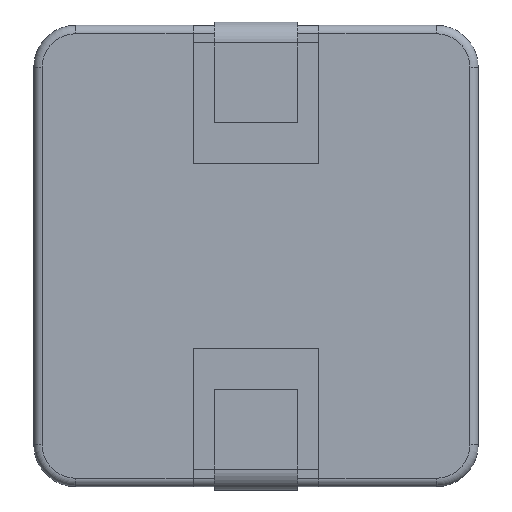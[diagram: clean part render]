
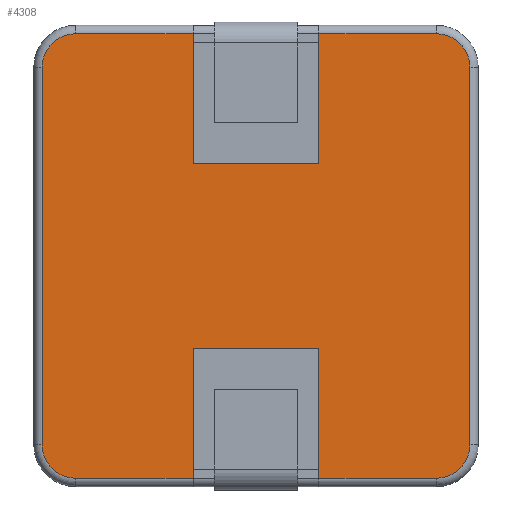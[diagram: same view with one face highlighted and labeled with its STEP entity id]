
A CAD part, front view. The second image highlights one B-rep face of the part: STEP entity #4308.
In plain terms, the highlighted planar face has unit normal (0, -1, 0).
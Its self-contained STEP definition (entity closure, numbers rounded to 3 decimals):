
#91 = VERTEX_POINT ( 'NONE', #5366 ) ;
#100 = LINE ( 'NONE', #3746, #5343 ) ;
#156 = DIRECTION ( 'NONE',  ( 0., 0., 1. ) ) ;
#194 = AXIS2_PLACEMENT_3D ( 'NONE', #3841, #3364, #332 ) ;
#264 = DIRECTION ( 'NONE',  ( 0., 0., -1. ) ) ;
#272 = LINE ( 'NONE', #5801, #2413 ) ;
#312 = LINE ( 'NONE', #2287, #4215 ) ;
#332 = DIRECTION ( 'NONE',  ( 0., 0., 1. ) ) ;
#415 = EDGE_CURVE ( 'NONE', #733, #2787, #4051, .T. ) ;
#425 = CARTESIAN_POINT ( 'NONE',  ( 0., 0., -2.65 ) ) ;
#510 = EDGE_CURVE ( 'NONE', #1041, #5279, #312, .T. ) ;
#554 = LINE ( 'NONE', #5552, #2451 ) ;
#600 = ORIENTED_EDGE ( 'NONE', *, *, #4607, .T. ) ;
#733 = VERTEX_POINT ( 'NONE', #6417 ) ;
#741 = ORIENTED_EDGE ( 'NONE', *, *, #6589, .T. ) ;
#924 = CARTESIAN_POINT ( 'NONE',  ( -2.55, 0., -2.25 ) ) ;
#935 = DIRECTION ( 'NONE',  ( 0., 0., 1. ) ) ;
#960 = CARTESIAN_POINT ( 'NONE',  ( -0.75, 0., 2.65 ) ) ;
#971 = LINE ( 'NONE', #5500, #4539 ) ;
#1041 = VERTEX_POINT ( 'NONE', #960 ) ;
#1144 = EDGE_CURVE ( 'NONE', #1541, #4226, #554, .T. ) ;
#1180 = CARTESIAN_POINT ( 'NONE',  ( -0.75, 0., 2.75 ) ) ;
#1273 = ORIENTED_EDGE ( 'NONE', *, *, #1144, .T. ) ;
#1330 = EDGE_CURVE ( 'NONE', #1950, #1782, #2377, .T. ) ;
#1413 = EDGE_CURVE ( 'NONE', #4377, #1041, #5331, .T. ) ;
#1437 = CARTESIAN_POINT ( 'NONE',  ( 0., 0., -2.65 ) ) ;
#1441 = ORIENTED_EDGE ( 'NONE', *, *, #1947, .T. ) ;
#1529 = ORIENTED_EDGE ( 'NONE', *, *, #1413, .T. ) ;
#1541 = VERTEX_POINT ( 'NONE', #6299 ) ;
#1627 = AXIS2_PLACEMENT_3D ( 'NONE', #2753, #4298, #6333 ) ;
#1718 = ORIENTED_EDGE ( 'NONE', *, *, #415, .T. ) ;
#1782 = VERTEX_POINT ( 'NONE', #3540 ) ;
#1907 = VERTEX_POINT ( 'NONE', #4108 ) ;
#1947 = EDGE_CURVE ( 'NONE', #4762, #2338, #1999, .T. ) ;
#1950 = VERTEX_POINT ( 'NONE', #5735 ) ;
#1999 = LINE ( 'NONE', #3621, #6072 ) ;
#2274 = DIRECTION ( 'NONE',  ( 0., 0., 1. ) ) ;
#2287 = CARTESIAN_POINT ( 'NONE',  ( 0., 0., 2.65 ) ) ;
#2317 = ORIENTED_EDGE ( 'NONE', *, *, #6348, .T. ) ;
#2338 = VERTEX_POINT ( 'NONE', #924 ) ;
#2351 = VECTOR ( 'NONE', #5879, 1000. ) ;
#2354 = CARTESIAN_POINT ( 'NONE',  ( -2.15, 0., -2.65 ) ) ;
#2377 = LINE ( 'NONE', #5627, #5260 ) ;
#2391 = DIRECTION ( 'NONE',  ( 1., 0., 0. ) ) ;
#2402 = PLANE ( 'NONE',  #194 ) ;
#2413 = VECTOR ( 'NONE', #264, 1000. ) ;
#2451 = VECTOR ( 'NONE', #4067, 1000. ) ;
#2627 = DIRECTION ( 'NONE',  ( -1., 0., 0. ) ) ;
#2668 = DIRECTION ( 'NONE',  ( 0., 0., -1. ) ) ;
#2700 = EDGE_CURVE ( 'NONE', #1907, #1541, #6427, .T. ) ;
#2705 = CARTESIAN_POINT ( 'NONE',  ( 2.15, 0., 2.25 ) ) ;
#2729 = CARTESIAN_POINT ( 'NONE',  ( 2.55, 0., -2.25 ) ) ;
#2745 = DIRECTION ( 'NONE',  ( 0., -1., 0. ) ) ;
#2753 = CARTESIAN_POINT ( 'NONE',  ( -2.15, 0., 2.25 ) ) ;
#2786 = ORIENTED_EDGE ( 'NONE', *, *, #5636, .T. ) ;
#2787 = VERTEX_POINT ( 'NONE', #2729 ) ;
#2800 = CARTESIAN_POINT ( 'NONE',  ( 2.15, 0., -2.25 ) ) ;
#2881 = CARTESIAN_POINT ( 'NONE',  ( -0.75, 0., -2.65 ) ) ;
#2891 = AXIS2_PLACEMENT_3D ( 'NONE', #5321, #3261, #2274 ) ;
#3015 = LINE ( 'NONE', #3172, #5185 ) ;
#3172 = CARTESIAN_POINT ( 'NONE',  ( -0.75, 0., 1.1 ) ) ;
#3261 = DIRECTION ( 'NONE',  ( 0., -1., 0. ) ) ;
#3364 = DIRECTION ( 'NONE',  ( 0., 1., 0. ) ) ;
#3480 = CARTESIAN_POINT ( 'NONE',  ( -0.75, 0., 1.1 ) ) ;
#3540 = CARTESIAN_POINT ( 'NONE',  ( 0.75, 0., -1.1 ) ) ;
#3590 = EDGE_LOOP ( 'NONE', ( #1529, #5026, #4853, #1441, #5430, #3818, #600, #4880, #741, #2786, #1718, #4155, #5986, #1273, #6149, #2317 ) ) ;
#3606 = EDGE_CURVE ( 'NONE', #2787, #1907, #6416, .T. ) ;
#3621 = CARTESIAN_POINT ( 'NONE',  ( -2.55, 0., 0. ) ) ;
#3698 = CARTESIAN_POINT ( 'NONE',  ( -2.55, 0., 2.25 ) ) ;
#3746 = CARTESIAN_POINT ( 'NONE',  ( 0.75, 0., 2.75 ) ) ;
#3794 = EDGE_CURVE ( 'NONE', #5452, #4325, #4330, .T. ) ;
#3818 = ORIENTED_EDGE ( 'NONE', *, *, #3794, .T. ) ;
#3841 = CARTESIAN_POINT ( 'NONE',  ( 0., 0., 0. ) ) ;
#3850 = CARTESIAN_POINT ( 'NONE',  ( -2.15, 0., 2.65 ) ) ;
#3866 = CARTESIAN_POINT ( 'NONE',  ( 2.55, 0., 0. ) ) ;
#4051 = CIRCLE ( 'NONE', #6316, 0.4 ) ;
#4067 = DIRECTION ( 'NONE',  ( -1., 0., 0. ) ) ;
#4108 = CARTESIAN_POINT ( 'NONE',  ( 2.55, 0., 2.25 ) ) ;
#4155 = ORIENTED_EDGE ( 'NONE', *, *, #3606, .T. ) ;
#4215 = VECTOR ( 'NONE', #5826, 1000. ) ;
#4226 = VERTEX_POINT ( 'NONE', #4409 ) ;
#4265 = DIRECTION ( 'NONE',  ( 0., -1., 0. ) ) ;
#4298 = DIRECTION ( 'NONE',  ( 0., -1., 0. ) ) ;
#4308 = ADVANCED_FACE ( 'NONE', ( #6246 ), #2402, .F. ) ;
#4325 = VERTEX_POINT ( 'NONE', #2881 ) ;
#4330 = LINE ( 'NONE', #1437, #5543 ) ;
#4346 = VERTEX_POINT ( 'NONE', #6420 ) ;
#4377 = VERTEX_POINT ( 'NONE', #3480 ) ;
#4409 = CARTESIAN_POINT ( 'NONE',  ( 0.75, 0., 2.65 ) ) ;
#4539 = VECTOR ( 'NONE', #935, 1000. ) ;
#4606 = VECTOR ( 'NONE', #5742, 1000. ) ;
#4607 = EDGE_CURVE ( 'NONE', #4325, #1950, #971, .T. ) ;
#4762 = VERTEX_POINT ( 'NONE', #3698 ) ;
#4768 = VECTOR ( 'NONE', #2391, 1000. ) ;
#4853 = ORIENTED_EDGE ( 'NONE', *, *, #6481, .T. ) ;
#4880 = ORIENTED_EDGE ( 'NONE', *, *, #1330, .T. ) ;
#4912 = EDGE_CURVE ( 'NONE', #2338, #5452, #6534, .T. ) ;
#4958 = CIRCLE ( 'NONE', #1627, 0.4 ) ;
#5026 = ORIENTED_EDGE ( 'NONE', *, *, #510, .T. ) ;
#5170 = DIRECTION ( 'NONE',  ( 1., 0., 0. ) ) ;
#5185 = VECTOR ( 'NONE', #2627, 1000. ) ;
#5260 = VECTOR ( 'NONE', #5170, 1000. ) ;
#5279 = VERTEX_POINT ( 'NONE', #3850 ) ;
#5294 = DIRECTION ( 'NONE',  ( 0., 0., -1. ) ) ;
#5321 = CARTESIAN_POINT ( 'NONE',  ( -2.15, 0., -2.25 ) ) ;
#5328 = DIRECTION ( 'NONE',  ( 0., 0., 1. ) ) ;
#5331 = LINE ( 'NONE', #1180, #4606 ) ;
#5343 = VECTOR ( 'NONE', #5294, 1000. ) ;
#5366 = CARTESIAN_POINT ( 'NONE',  ( 0.75, 0., 1.1 ) ) ;
#5430 = ORIENTED_EDGE ( 'NONE', *, *, #4912, .T. ) ;
#5443 = DIRECTION ( 'NONE',  ( 1., 0., 0. ) ) ;
#5452 = VERTEX_POINT ( 'NONE', #2354 ) ;
#5488 = LINE ( 'NONE', #425, #4768 ) ;
#5500 = CARTESIAN_POINT ( 'NONE',  ( -0.75, 0., -2.75 ) ) ;
#5543 = VECTOR ( 'NONE', #5443, 1000. ) ;
#5552 = CARTESIAN_POINT ( 'NONE',  ( 0., 0., 2.65 ) ) ;
#5627 = CARTESIAN_POINT ( 'NONE',  ( -0.75, 0., -1.1 ) ) ;
#5636 = EDGE_CURVE ( 'NONE', #4346, #733, #5488, .T. ) ;
#5735 = CARTESIAN_POINT ( 'NONE',  ( -0.75, 0., -1.1 ) ) ;
#5742 = DIRECTION ( 'NONE',  ( 0., 0., 1. ) ) ;
#5784 = EDGE_CURVE ( 'NONE', #4226, #91, #100, .T. ) ;
#5801 = CARTESIAN_POINT ( 'NONE',  ( 0.75, 0., -2.75 ) ) ;
#5826 = DIRECTION ( 'NONE',  ( -1., 0., 0. ) ) ;
#5879 = DIRECTION ( 'NONE',  ( 0., 0., 1. ) ) ;
#5986 = ORIENTED_EDGE ( 'NONE', *, *, #2700, .T. ) ;
#6072 = VECTOR ( 'NONE', #2668, 1000. ) ;
#6149 = ORIENTED_EDGE ( 'NONE', *, *, #5784, .T. ) ;
#6212 = AXIS2_PLACEMENT_3D ( 'NONE', #2705, #2745, #156 ) ;
#6246 = FACE_OUTER_BOUND ( 'NONE', #3590, .T. ) ;
#6299 = CARTESIAN_POINT ( 'NONE',  ( 2.15, 0., 2.65 ) ) ;
#6316 = AXIS2_PLACEMENT_3D ( 'NONE', #2800, #4265, #5328 ) ;
#6333 = DIRECTION ( 'NONE',  ( 0., 0., 1. ) ) ;
#6348 = EDGE_CURVE ( 'NONE', #91, #4377, #3015, .T. ) ;
#6416 = LINE ( 'NONE', #3866, #2351 ) ;
#6417 = CARTESIAN_POINT ( 'NONE',  ( 2.15, 0., -2.65 ) ) ;
#6420 = CARTESIAN_POINT ( 'NONE',  ( 0.75, 0., -2.65 ) ) ;
#6427 = CIRCLE ( 'NONE', #6212, 0.4 ) ;
#6481 = EDGE_CURVE ( 'NONE', #5279, #4762, #4958, .T. ) ;
#6534 = CIRCLE ( 'NONE', #2891, 0.4 ) ;
#6589 = EDGE_CURVE ( 'NONE', #1782, #4346, #272, .T. ) ;
